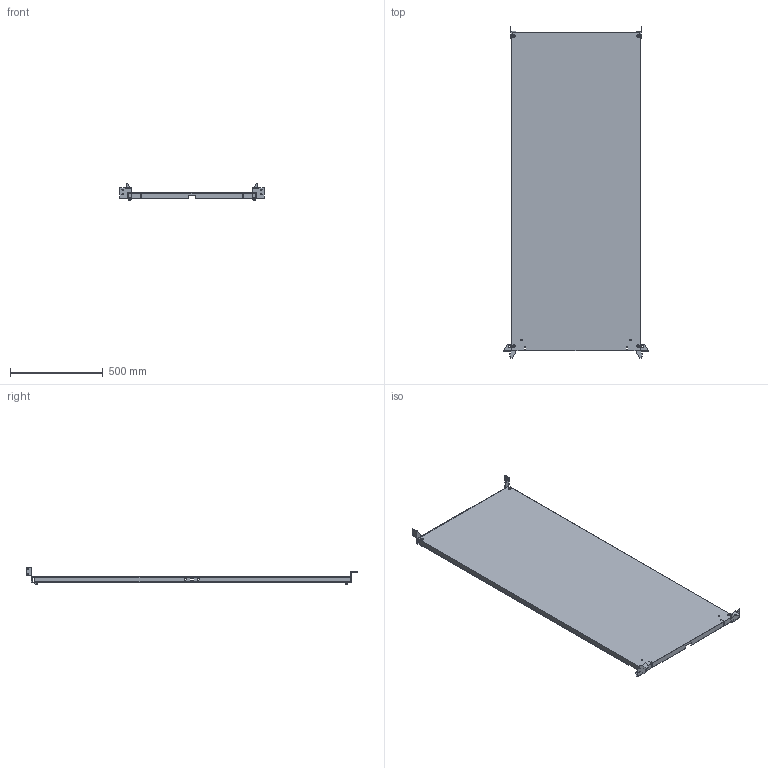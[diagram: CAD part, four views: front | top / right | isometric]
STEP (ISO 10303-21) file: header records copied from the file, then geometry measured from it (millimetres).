
FILE_DESCRIPTION (( 'STEP AP214' ), '1' );
FILE_NAME ('YKM40D-FO-MP-180-080 FORMAT Ïàíåëü ìîíòàæíàÿ 1800õ800 IEK.STEP', '2024-09-25T13:08:07', ( '' ), ( '' ), 'SwSTEP 2.0', 'SolidWorks 2022', '' );
FILE_SCHEMA (( 'AUTOMOTIVE_DESIGN' ));
Length unit declared in the file: millimetre
Products named in the file (1): YKM40D-FO-MP-180-080 FORMAT Панель монтажная 1800х800 IEK
Bounding box: 781 x 1792.5 x 95.5 mm (x, y, z)
Volume: 2848305.8 mm3; surface area: 2841094.7 mm2
Topology: 1 solids, 1 shells, 538 faces, 1468 edges, 932 vertices
Faces by surface type: plane 352, cylinder 162, cone 16, bspline 8
Entity records: 20360 total; most frequent: CARTESIAN_POINT 4051, ORIENTED_EDGE 2936, DIRECTION 2638, EDGE_CURVE 1468, LINE 1136, VECTOR 1136, VERTEX_POINT 932, AXIS2_PLACEMENT_3D 751
